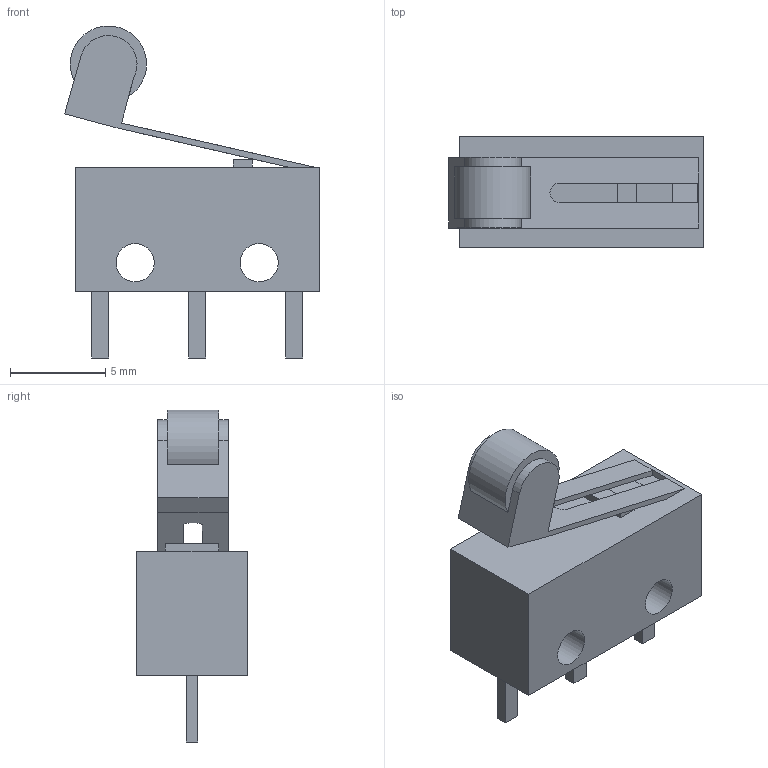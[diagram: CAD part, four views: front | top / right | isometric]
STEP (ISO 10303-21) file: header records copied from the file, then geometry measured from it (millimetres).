
FILE_DESCRIPTION(/* description */ ('Alibre Inc.'),/* implementation_level */ '2;1');
FILE_NAME(/* name */ 'export0',/* time_stamp */ '2016-06-15T23:05:55+01:00',/* author */ (''),/* organization */ (''),/* preprocessor_version */ 'ST-DEVELOPER v14',/* originating_system */ 'Alibre',/* authorisation */ '');
FILE_SCHEMA (('CONFIG_CONTROL_DESIGN'));
Length unit declared in the file: centimetre
Products named in the file (1): ID_1
Bounding box: 13.34 x 5.8 x 17.4 mm (x, y, z)
Volume: 518.7 mm3; surface area: 638.5 mm2
Topology: 1 solids, 1 shells, 45 faces, 116 edges, 76 vertices
Faces by surface type: plane 39, cylinder 6
Full cylindrical faces by diameter (mm): 2 x2
Entity records: 1382 total; most frequent: CARTESIAN_POINT 231, ORIENTED_EDGE 228, DIRECTION 173, EDGE_CURVE 114, VECTOR 98, LINE 98, VERTEX_POINT 76, AXIS2_PLACEMENT_3D 57
